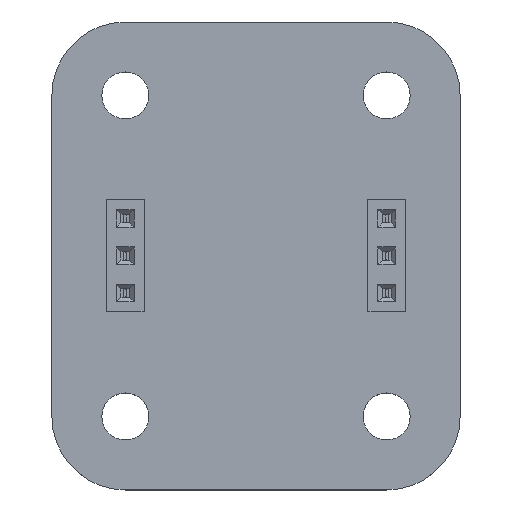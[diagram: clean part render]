
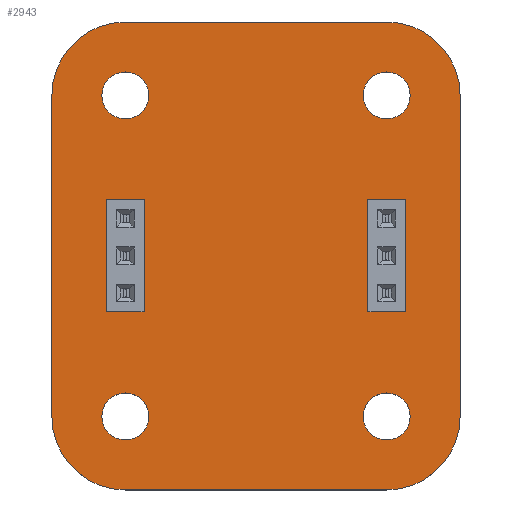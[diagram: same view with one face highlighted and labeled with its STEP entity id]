
A CAD part, top view. The second image highlights one B-rep face of the part: STEP entity #2943.
In plain terms, the highlighted planar face has unit normal (0, 0, 1).
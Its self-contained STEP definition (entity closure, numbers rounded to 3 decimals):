
#2684 = VERTEX_POINT('',#2685);
#2685 = CARTESIAN_POINT('',(163.83,-71.2,1.51));
#2691 = EDGE_CURVE('',#2684,#2692,#2694,.T.);
#2692 = VERTEX_POINT('',#2693);
#2693 = CARTESIAN_POINT('',(168.83,-76.2,1.51));
#2694 = CIRCLE('',#2695,5.);
#2695 = AXIS2_PLACEMENT_3D('',#2696,#2697,#2698);
#2696 = CARTESIAN_POINT('',(163.83,-76.2,1.51));
#2697 = DIRECTION('',(0.,0.,-1.));
#2698 = DIRECTION('',(0.,1.,0.));
#2726 = VERTEX_POINT('',#2727);
#2727 = CARTESIAN_POINT('',(146.05,-71.2,1.51));
#2733 = EDGE_CURVE('',#2726,#2684,#2734,.T.);
#2734 = LINE('',#2735,#2736);
#2735 = CARTESIAN_POINT('',(146.05,-71.2,1.51));
#2736 = VECTOR('',#2737,1.);
#2737 = DIRECTION('',(1.,0.,0.));
#2755 = EDGE_CURVE('',#2692,#2756,#2758,.T.);
#2756 = VERTEX_POINT('',#2757);
#2757 = CARTESIAN_POINT('',(168.83,-98.044,1.51));
#2758 = LINE('',#2759,#2760);
#2759 = CARTESIAN_POINT('',(168.83,-76.2,1.51));
#2760 = VECTOR('',#2761,1.);
#2761 = DIRECTION('',(0.,-1.,0.));
#2943 = ADVANCED_FACE('',(#2944,#2990,#3001,#3012,#3023,#3034,#3045,
    #3056,#3067,#3078,#3089),#3100,.T.);
#2944 = FACE_BOUND('',#2945,.T.);
#2945 = EDGE_LOOP('',(#2946,#2947,#2948,#2957,#2965,#2974,#2982,#2989));
#2946 = ORIENTED_EDGE('',*,*,#2691,.F.);
#2947 = ORIENTED_EDGE('',*,*,#2733,.F.);
#2948 = ORIENTED_EDGE('',*,*,#2949,.F.);
#2949 = EDGE_CURVE('',#2950,#2726,#2952,.T.);
#2950 = VERTEX_POINT('',#2951);
#2951 = CARTESIAN_POINT('',(141.05,-76.2,1.51));
#2952 = CIRCLE('',#2953,5.);
#2953 = AXIS2_PLACEMENT_3D('',#2954,#2955,#2956);
#2954 = CARTESIAN_POINT('',(146.05,-76.2,1.51));
#2955 = DIRECTION('',(0.,0.,-1.));
#2956 = DIRECTION('',(-1.,0.,-0.));
#2957 = ORIENTED_EDGE('',*,*,#2958,.F.);
#2958 = EDGE_CURVE('',#2959,#2950,#2961,.T.);
#2959 = VERTEX_POINT('',#2960);
#2960 = CARTESIAN_POINT('',(141.05,-98.044,1.51));
#2961 = LINE('',#2962,#2963);
#2962 = CARTESIAN_POINT('',(141.05,-98.044,1.51));
#2963 = VECTOR('',#2964,1.);
#2964 = DIRECTION('',(0.,1.,0.));
#2965 = ORIENTED_EDGE('',*,*,#2966,.F.);
#2966 = EDGE_CURVE('',#2967,#2959,#2969,.T.);
#2967 = VERTEX_POINT('',#2968);
#2968 = CARTESIAN_POINT('',(146.05,-103.044,1.51));
#2969 = CIRCLE('',#2970,5.);
#2970 = AXIS2_PLACEMENT_3D('',#2971,#2972,#2973);
#2971 = CARTESIAN_POINT('',(146.05,-98.044,1.51));
#2972 = DIRECTION('',(0.,0.,-1.));
#2973 = DIRECTION('',(0.,-1.,0.));
#2974 = ORIENTED_EDGE('',*,*,#2975,.F.);
#2975 = EDGE_CURVE('',#2976,#2967,#2978,.T.);
#2976 = VERTEX_POINT('',#2977);
#2977 = CARTESIAN_POINT('',(163.83,-103.044,1.51));
#2978 = LINE('',#2979,#2980);
#2979 = CARTESIAN_POINT('',(163.83,-103.044,1.51));
#2980 = VECTOR('',#2981,1.);
#2981 = DIRECTION('',(-1.,0.,0.));
#2982 = ORIENTED_EDGE('',*,*,#2983,.F.);
#2983 = EDGE_CURVE('',#2756,#2976,#2984,.T.);
#2984 = CIRCLE('',#2985,5.);
#2985 = AXIS2_PLACEMENT_3D('',#2986,#2987,#2988);
#2986 = CARTESIAN_POINT('',(163.83,-98.044,1.51));
#2987 = DIRECTION('',(0.,0.,-1.));
#2988 = DIRECTION('',(1.,0.,0.));
#2989 = ORIENTED_EDGE('',*,*,#2755,.F.);
#2990 = FACE_BOUND('',#2991,.T.);
#2991 = EDGE_LOOP('',(#2992));
#2992 = ORIENTED_EDGE('',*,*,#2993,.T.);
#2993 = EDGE_CURVE('',#2994,#2994,#2996,.T.);
#2994 = VERTEX_POINT('',#2995);
#2995 = CARTESIAN_POINT('',(146.05,-99.644,1.51));
#2996 = CIRCLE('',#2997,1.6);
#2997 = AXIS2_PLACEMENT_3D('',#2998,#2999,#3000);
#2998 = CARTESIAN_POINT('',(146.05,-98.044,1.51));
#2999 = DIRECTION('',(-0.,0.,-1.));
#3000 = DIRECTION('',(-0.,-1.,0.));
#3001 = FACE_BOUND('',#3002,.T.);
#3002 = EDGE_LOOP('',(#3003));
#3003 = ORIENTED_EDGE('',*,*,#3004,.T.);
#3004 = EDGE_CURVE('',#3005,#3005,#3007,.T.);
#3005 = VERTEX_POINT('',#3006);
#3006 = CARTESIAN_POINT('',(146.05,-90.162,1.51));
#3007 = CIRCLE('',#3008,0.5);
#3008 = AXIS2_PLACEMENT_3D('',#3009,#3010,#3011);
#3009 = CARTESIAN_POINT('',(146.05,-89.662,1.51));
#3010 = DIRECTION('',(-0.,0.,-1.));
#3011 = DIRECTION('',(-0.,-1.,0.));
#3012 = FACE_BOUND('',#3013,.T.);
#3013 = EDGE_LOOP('',(#3014));
#3014 = ORIENTED_EDGE('',*,*,#3015,.T.);
#3015 = EDGE_CURVE('',#3016,#3016,#3018,.T.);
#3016 = VERTEX_POINT('',#3017);
#3017 = CARTESIAN_POINT('',(146.05,-87.622,1.51));
#3018 = CIRCLE('',#3019,0.5);
#3019 = AXIS2_PLACEMENT_3D('',#3020,#3021,#3022);
#3020 = CARTESIAN_POINT('',(146.05,-87.122,1.51));
#3021 = DIRECTION('',(-0.,0.,-1.));
#3022 = DIRECTION('',(-0.,-1.,0.));
#3023 = FACE_BOUND('',#3024,.T.);
#3024 = EDGE_LOOP('',(#3025));
#3025 = ORIENTED_EDGE('',*,*,#3026,.T.);
#3026 = EDGE_CURVE('',#3027,#3027,#3029,.T.);
#3027 = VERTEX_POINT('',#3028);
#3028 = CARTESIAN_POINT('',(163.83,-99.644,1.51));
#3029 = CIRCLE('',#3030,1.6);
#3030 = AXIS2_PLACEMENT_3D('',#3031,#3032,#3033);
#3031 = CARTESIAN_POINT('',(163.83,-98.044,1.51));
#3032 = DIRECTION('',(-0.,0.,-1.));
#3033 = DIRECTION('',(0.,-1.,-0.));
#3034 = FACE_BOUND('',#3035,.T.);
#3035 = EDGE_LOOP('',(#3036));
#3036 = ORIENTED_EDGE('',*,*,#3037,.T.);
#3037 = EDGE_CURVE('',#3038,#3038,#3040,.T.);
#3038 = VERTEX_POINT('',#3039);
#3039 = CARTESIAN_POINT('',(163.83,-90.162,1.51));
#3040 = CIRCLE('',#3041,0.5);
#3041 = AXIS2_PLACEMENT_3D('',#3042,#3043,#3044);
#3042 = CARTESIAN_POINT('',(163.83,-89.662,1.51));
#3043 = DIRECTION('',(-0.,0.,-1.));
#3044 = DIRECTION('',(-0.,-1.,0.));
#3045 = FACE_BOUND('',#3046,.T.);
#3046 = EDGE_LOOP('',(#3047));
#3047 = ORIENTED_EDGE('',*,*,#3048,.T.);
#3048 = EDGE_CURVE('',#3049,#3049,#3051,.T.);
#3049 = VERTEX_POINT('',#3050);
#3050 = CARTESIAN_POINT('',(163.83,-87.622,1.51));
#3051 = CIRCLE('',#3052,0.5);
#3052 = AXIS2_PLACEMENT_3D('',#3053,#3054,#3055);
#3053 = CARTESIAN_POINT('',(163.83,-87.122,1.51));
#3054 = DIRECTION('',(-0.,0.,-1.));
#3055 = DIRECTION('',(-0.,-1.,0.));
#3056 = FACE_BOUND('',#3057,.T.);
#3057 = EDGE_LOOP('',(#3058));
#3058 = ORIENTED_EDGE('',*,*,#3059,.T.);
#3059 = EDGE_CURVE('',#3060,#3060,#3062,.T.);
#3060 = VERTEX_POINT('',#3061);
#3061 = CARTESIAN_POINT('',(146.05,-85.082,1.51));
#3062 = CIRCLE('',#3063,0.5);
#3063 = AXIS2_PLACEMENT_3D('',#3064,#3065,#3066);
#3064 = CARTESIAN_POINT('',(146.05,-84.582,1.51));
#3065 = DIRECTION('',(-0.,0.,-1.));
#3066 = DIRECTION('',(-0.,-1.,0.));
#3067 = FACE_BOUND('',#3068,.T.);
#3068 = EDGE_LOOP('',(#3069));
#3069 = ORIENTED_EDGE('',*,*,#3070,.T.);
#3070 = EDGE_CURVE('',#3071,#3071,#3073,.T.);
#3071 = VERTEX_POINT('',#3072);
#3072 = CARTESIAN_POINT('',(146.05,-77.8,1.51));
#3073 = CIRCLE('',#3074,1.6);
#3074 = AXIS2_PLACEMENT_3D('',#3075,#3076,#3077);
#3075 = CARTESIAN_POINT('',(146.05,-76.2,1.51));
#3076 = DIRECTION('',(-0.,0.,-1.));
#3077 = DIRECTION('',(-0.,-1.,0.));
#3078 = FACE_BOUND('',#3079,.T.);
#3079 = EDGE_LOOP('',(#3080));
#3080 = ORIENTED_EDGE('',*,*,#3081,.T.);
#3081 = EDGE_CURVE('',#3082,#3082,#3084,.T.);
#3082 = VERTEX_POINT('',#3083);
#3083 = CARTESIAN_POINT('',(163.83,-85.082,1.51));
#3084 = CIRCLE('',#3085,0.5);
#3085 = AXIS2_PLACEMENT_3D('',#3086,#3087,#3088);
#3086 = CARTESIAN_POINT('',(163.83,-84.582,1.51));
#3087 = DIRECTION('',(-0.,0.,-1.));
#3088 = DIRECTION('',(-0.,-1.,0.));
#3089 = FACE_BOUND('',#3090,.T.);
#3090 = EDGE_LOOP('',(#3091));
#3091 = ORIENTED_EDGE('',*,*,#3092,.T.);
#3092 = EDGE_CURVE('',#3093,#3093,#3095,.T.);
#3093 = VERTEX_POINT('',#3094);
#3094 = CARTESIAN_POINT('',(163.83,-77.8,1.51));
#3095 = CIRCLE('',#3096,1.6);
#3096 = AXIS2_PLACEMENT_3D('',#3097,#3098,#3099);
#3097 = CARTESIAN_POINT('',(163.83,-76.2,1.51));
#3098 = DIRECTION('',(-0.,0.,-1.));
#3099 = DIRECTION('',(0.,-1.,-0.));
#3100 = PLANE('',#3101);
#3101 = AXIS2_PLACEMENT_3D('',#3102,#3103,#3104);
#3102 = CARTESIAN_POINT('',(0.,0.,1.51));
#3103 = DIRECTION('',(0.,0.,1.));
#3104 = DIRECTION('',(1.,0.,-0.));
